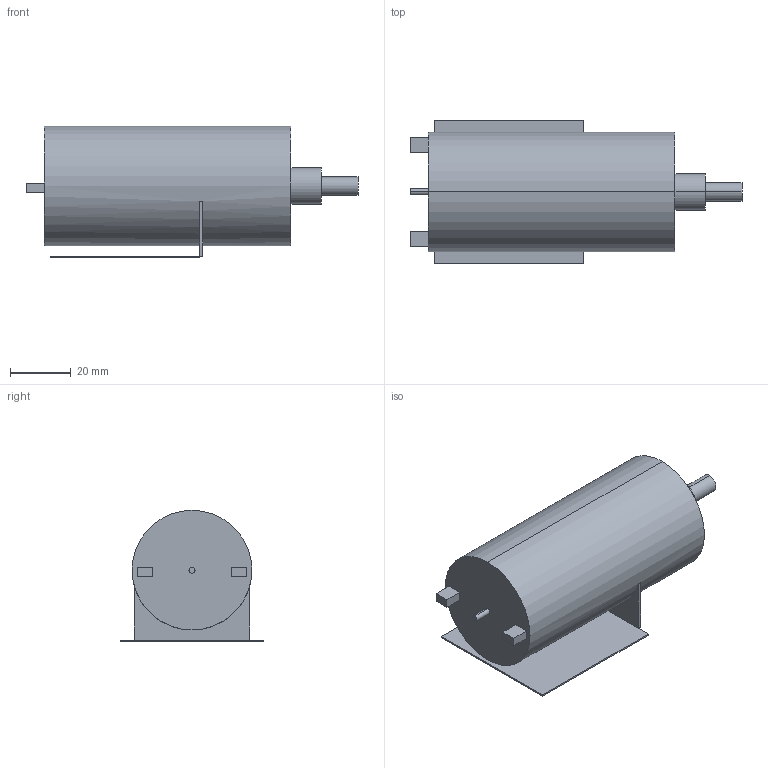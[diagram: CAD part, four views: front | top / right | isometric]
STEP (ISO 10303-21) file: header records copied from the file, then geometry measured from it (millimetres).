
FILE_DESCRIPTION (( 'STEP AP214' ), '1' );
FILE_NAME ('Motor_X2_00E9_X0_ducteur MFA.STEP', '2015-03-12T01:52:28', ( '' ), ( '' ), 'SwSTEP 2.0', 'SolidWorks 2014', '' );
FILE_SCHEMA (( 'AUTOMOTIVE_DESIGN' ));
Length unit declared in the file: millimetre
Products named in the file (1): Motor_X2_00E9_X0_ducteur MFA
Bounding box: 109 x 47 x 43.15 mm (x, y, z)
Volume: 101094.2 mm3; surface area: 18866.9 mm2
Topology: 2 solids, 2 shells, 52 faces, 111 edges, 74 vertices
Faces by surface type: plane 32, cylinder 20
Entity records: 1462 total; most frequent: DIRECTION 261, CARTESIAN_POINT 238, ORIENTED_EDGE 222, EDGE_CURVE 111, AXIS2_PLACEMENT_3D 97, VERTEX_POINT 74, VECTOR 67, LINE 67
